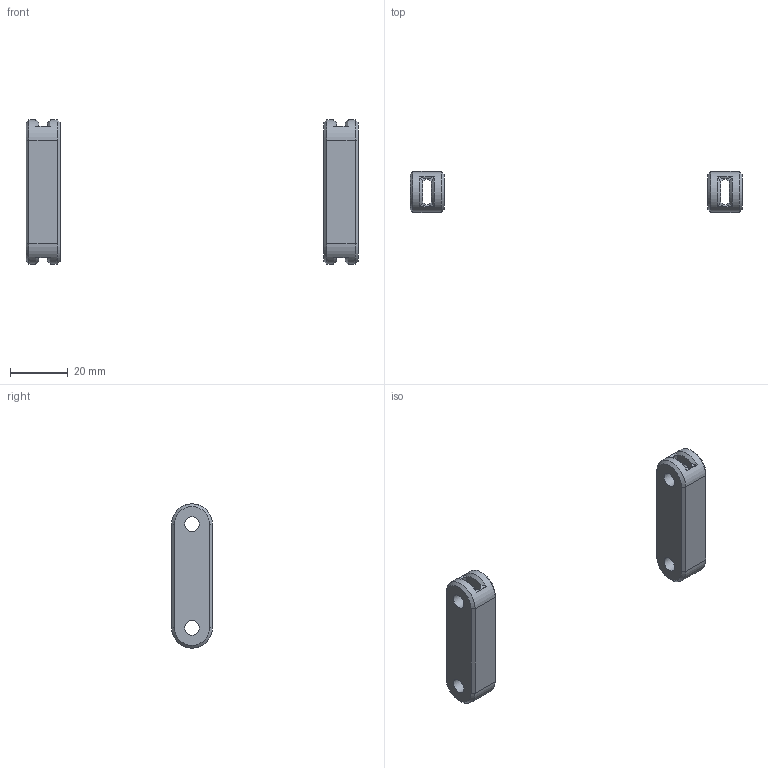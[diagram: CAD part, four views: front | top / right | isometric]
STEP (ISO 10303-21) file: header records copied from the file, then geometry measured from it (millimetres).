
FILE_DESCRIPTION(/* description */ (''),/* implementation_level */ '2;1');
FILE_NAME(/* name */ 'middle_bracket_v5.step',/* time_stamp */ '2023-03-31T23:27:39+02:00',/* author */ (''),/* organization */ (''),/* preprocessor_version */ 'ST-DEVELOPER v19.2',/* originating_system */ 'Autodesk Translation Framework v11.17.0.187',/* authorisation */ '');
FILE_SCHEMA (('AUTOMOTIVE_DESIGN { 1 0 10303 214 3 1 1 }'));
Length unit declared in the file: millimetre
Products named in the file (1): middle_bracket
Bounding box: 114.99 x 14.14 x 50 mm (x, y, z)
Volume: 12241.2 mm3; surface area: 7280 mm2
Topology: 2 solids, 2 shells, 88 faces, 184 edges, 100 vertices
Faces by surface type: plane 56, cone 20, cylinder 12
Full cylindrical faces by diameter (mm): 5.1 x8
Entity records: 2312 total; most frequent: CARTESIAN_POINT 405, DIRECTION 398, ORIENTED_EDGE 368, EDGE_CURVE 184, AXIS2_PLACEMENT_3D 141, LINE 116, VECTOR 116, EDGE_LOOP 108
